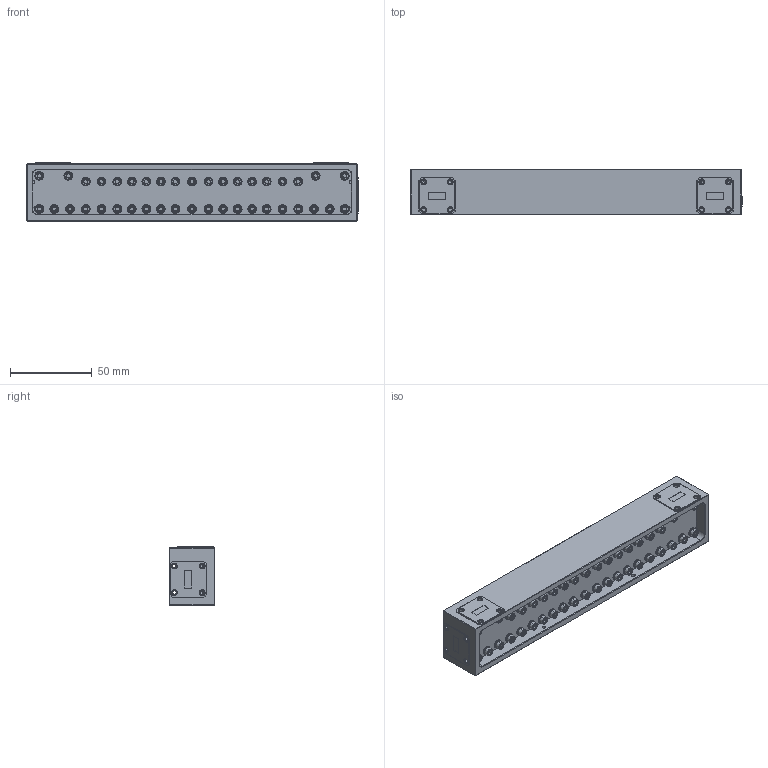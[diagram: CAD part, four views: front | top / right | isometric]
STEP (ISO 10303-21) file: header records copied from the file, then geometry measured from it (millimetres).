
FILE_DESCRIPTION (( 'STEP AP203' ), '1' );
FILE_NAME ('WD-BB-K-A.STEP', '2025-01-08T01:02:32', ( '' ), ( '' ), 'SwSTEP 2.0', 'SolidWorks 2021', '' );
FILE_SCHEMA (( 'CONFIG_CONTROL_DESIGN' ));
Length unit declared in the file: inch
Products named in the file (1): WD-BB-K-A
Bounding box: 203.2 x 27.94 x 35.56 mm (x, y, z)
Volume: 123051.6 mm3; surface area: 39701.7 mm2
Topology: 81 solids, 81 shells, 1612 faces, 3238 edges, 1908 vertices
Faces by surface type: plane 748, cone 464, cylinder 400
Entity records: 42379 total; most frequent: CARTESIAN_POINT 8581, DIRECTION 7418, ORIENTED_EDGE 6444, EDGE_CURVE 3222, AXIS2_PLACEMENT_3D 2877, VERTEX_POINT 1908, EDGE_LOOP 1788, LINE 1664
